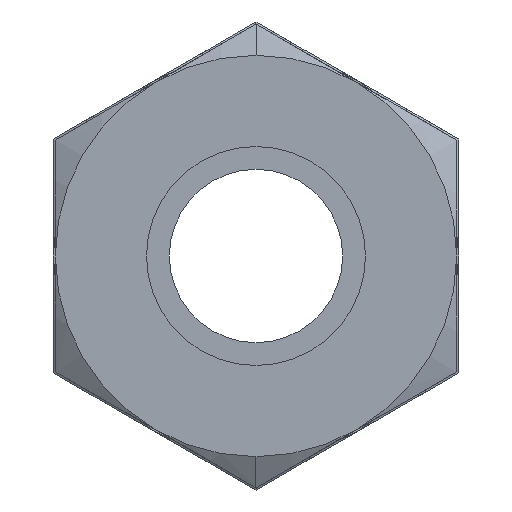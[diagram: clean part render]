
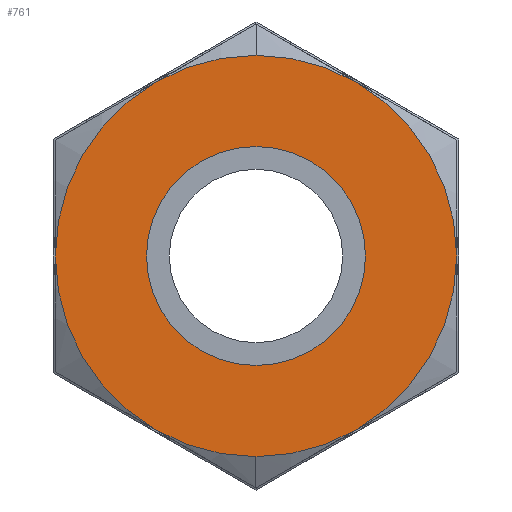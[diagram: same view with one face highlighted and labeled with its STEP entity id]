
A CAD part, left-side view. The second image highlights one B-rep face of the part: STEP entity #761.
In plain terms, the highlighted planar face has unit normal (-1, 0, 0).
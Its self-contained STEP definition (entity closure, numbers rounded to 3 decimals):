
#37 = CARTESIAN_POINT ( 'NONE',  ( 0., 0., 11. ) ) ;
#473 = CARTESIAN_POINT ( 'NONE',  ( 0., 0., 6. ) ) ;
#625 = VERTEX_POINT ( 'NONE', #473 ) ;
#761 = ADVANCED_FACE ( 'NONE', ( #7603, #1526 ), #6978, .T. ) ;
#857 = DIRECTION ( 'NONE',  ( -1., 0., 0. ) ) ;
#905 = DIRECTION ( 'NONE',  ( 0., 0., 1. ) ) ;
#909 = AXIS2_PLACEMENT_3D ( 'NONE', #6270, #857, #905 ) ;
#1119 = EDGE_CURVE ( 'NONE', #5393, #7227, #1294, .T. ) ;
#1269 = CARTESIAN_POINT ( 'NONE',  ( 0., 0., 0. ) ) ;
#1294 = CIRCLE ( 'NONE', #6530, 11. ) ;
#1526 = FACE_OUTER_BOUND ( 'NONE', #5479, .T. ) ;
#2122 = EDGE_CURVE ( 'NONE', #625, #7649, #7284, .T. ) ;
#2540 = EDGE_CURVE ( 'NONE', #7649, #625, #6053, .T. ) ;
#2768 = EDGE_LOOP ( 'NONE', ( #4385, #4354 ) ) ;
#2931 = CARTESIAN_POINT ( 'NONE',  ( 0., 0., -11. ) ) ;
#3534 = CARTESIAN_POINT ( 'NONE',  ( 0., 0., -6. ) ) ;
#3567 = ORIENTED_EDGE ( 'NONE', *, *, #1119, .F. ) ;
#3890 = CARTESIAN_POINT ( 'NONE',  ( 0., 0., 0. ) ) ;
#3960 = DIRECTION ( 'NONE',  ( 1., 0., 0. ) ) ;
#4354 = ORIENTED_EDGE ( 'NONE', *, *, #2122, .T. ) ;
#4385 = ORIENTED_EDGE ( 'NONE', *, *, #2540, .T. ) ;
#4727 = DIRECTION ( 'NONE',  ( 1., 0., 0. ) ) ;
#4778 = EDGE_CURVE ( 'NONE', #7227, #5393, #5611, .T. ) ;
#5393 = VERTEX_POINT ( 'NONE', #2931 ) ;
#5424 = CARTESIAN_POINT ( 'NONE',  ( 0., 0., 0. ) ) ;
#5479 = EDGE_LOOP ( 'NONE', ( #8273, #3567 ) ) ;
#5611 = CIRCLE ( 'NONE', #8014, 11. ) ;
#5646 = AXIS2_PLACEMENT_3D ( 'NONE', #1269, #3960, #6010 ) ;
#5864 = AXIS2_PLACEMENT_3D ( 'NONE', #7447, #4727, #8107 ) ;
#6010 = DIRECTION ( 'NONE',  ( 0., 0., -1. ) ) ;
#6053 = CIRCLE ( 'NONE', #5646, 6. ) ;
#6270 = CARTESIAN_POINT ( 'NONE',  ( 0., 0., 5.5 ) ) ;
#6530 = AXIS2_PLACEMENT_3D ( 'NONE', #3890, #6609, #7972 ) ;
#6609 = DIRECTION ( 'NONE',  ( 1., 0., 0. ) ) ;
#6720 = DIRECTION ( 'NONE',  ( 0., 0., 1. ) ) ;
#6978 = PLANE ( 'NONE',  #909 ) ;
#7227 = VERTEX_POINT ( 'NONE', #37 ) ;
#7284 = CIRCLE ( 'NONE', #5864, 6. ) ;
#7447 = CARTESIAN_POINT ( 'NONE',  ( 0., 0., 0. ) ) ;
#7603 = FACE_BOUND ( 'NONE', #2768, .T. ) ;
#7649 = VERTEX_POINT ( 'NONE', #3534 ) ;
#7972 = DIRECTION ( 'NONE',  ( 0., 0., -1. ) ) ;
#8014 = AXIS2_PLACEMENT_3D ( 'NONE', #5424, #8138, #6720 ) ;
#8107 = DIRECTION ( 'NONE',  ( 0., 0., 1. ) ) ;
#8138 = DIRECTION ( 'NONE',  ( 1., 0., 0. ) ) ;
#8273 = ORIENTED_EDGE ( 'NONE', *, *, #4778, .F. ) ;
